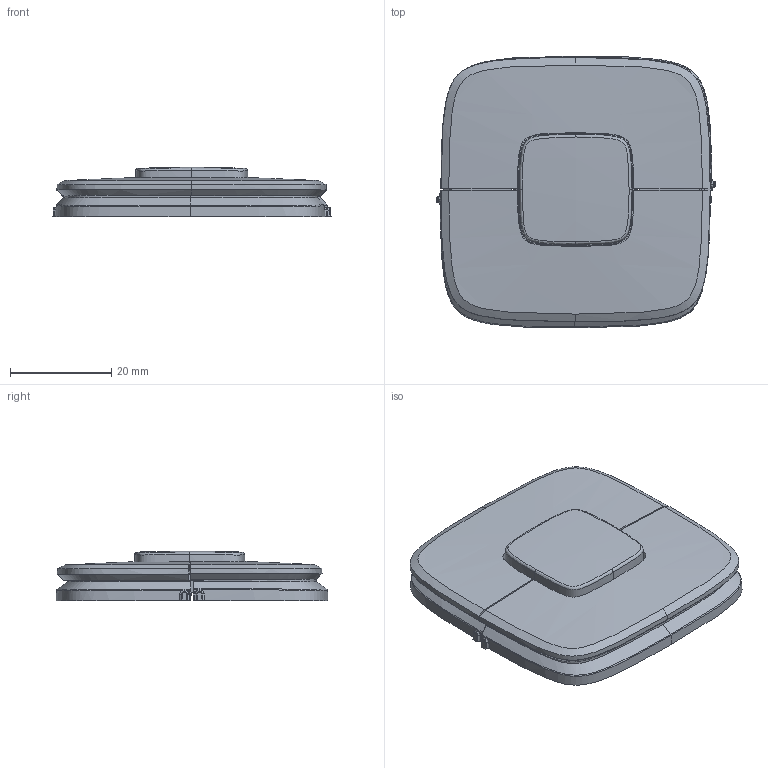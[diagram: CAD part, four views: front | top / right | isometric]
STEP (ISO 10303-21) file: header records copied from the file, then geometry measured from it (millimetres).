
FILE_DESCRIPTION(('CATIA V5 STEP Exchange','CAx-IF Rec.Pracs.--- Model Styling and Organization---1.4--- 2014-01-23'),'2;1');
FILE_NAME('755145_AllCATPart.stp','2020-02-24T14:52:28+00:00',('none'),('none'),'CATIA Version 5-6 Release 2017 SP3','CATIA V5 STEP AP214','none');
FILE_SCHEMA(('AUTOMOTIVE_DESIGN { 1 0 10303 214 1 1 1 1 }'));
Products named in the file (1): 755145_AllCATPart
Bounding box: 54.82 x 53.61 x 9.74 mm (x, y, z)
Volume: 8567.6 mm3; surface area: 12983.3 mm2
Topology: 3 solids, 3 shells, 9293 faces, 27313 edges, 18137 vertices
Faces by surface type: plane 8692, bspline 415, cylinder 62, cone 56, sphere 32, torus 24, extrusion 12
Entity records: 350893 total; most frequent: CARTESIAN_POINT 124795, ORIENTED_EDGE 54560, DIRECTION 30402, EDGE_CURVE 27280, VERTEX_POINT 18137, B_SPLINE_CURVE_WITH_KNOTS 14184, VECTOR 12951, LINE 12939
